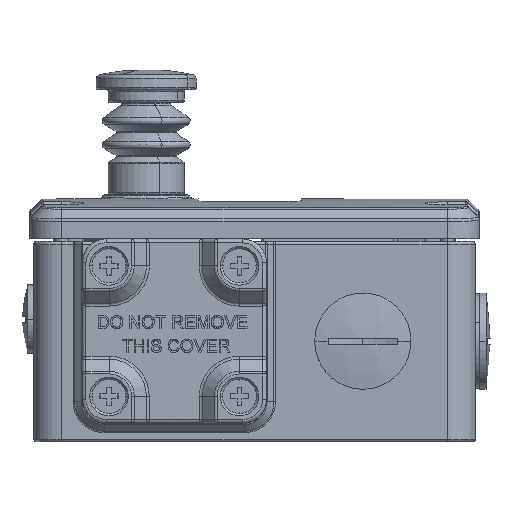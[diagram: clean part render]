
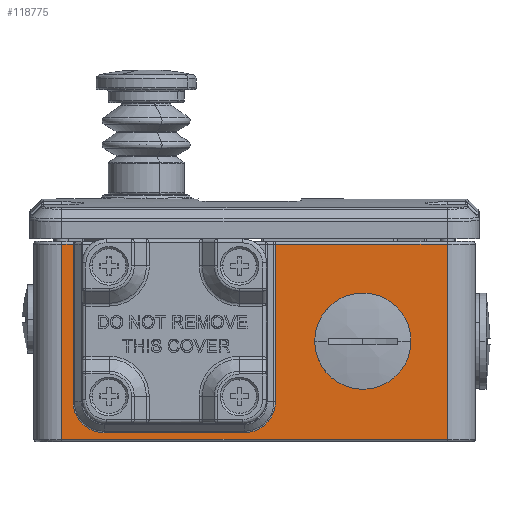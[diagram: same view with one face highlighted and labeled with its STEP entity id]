
A CAD part, left-side view. The second image highlights one B-rep face of the part: STEP entity #118775.
In plain terms, the highlighted planar face has unit normal (-1, 0, 0).
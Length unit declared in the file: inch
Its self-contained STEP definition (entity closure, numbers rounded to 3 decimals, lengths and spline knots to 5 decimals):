
#4411 = EDGE_CURVE ( 'NONE', #122202, #105059, #32681, .T. ) ;
#6575 = CARTESIAN_POINT ( 'NONE',  ( -3.93701, 0.3937, -3.94516 ) ) ;
#7386 = DIRECTION ( 'NONE',  ( 0., -1., 0. ) ) ;
#9073 = CARTESIAN_POINT ( 'NONE',  ( -3.93701, 1.94094, -3.94516 ) ) ;
#9468 = ORIENTED_EDGE ( 'NONE', *, *, #13682, .F. ) ;
#12784 = CARTESIAN_POINT ( 'NONE',  ( -3.93701, 0.3937, -1.96035 ) ) ;
#13194 = CARTESIAN_POINT ( 'NONE',  ( -3.93701, 1.94094, -4.05512 ) ) ;
#13377 = CARTESIAN_POINT ( 'NONE',  ( -3.93701, 0., -3.94516 ) ) ;
#13682 = EDGE_CURVE ( 'NONE', #121407, #101736, #57368, .T. ) ;
#15083 = ORIENTED_EDGE ( 'NONE', *, *, #51322, .F. ) ;
#15878 = DIRECTION ( 'NONE',  ( -1., 0., 0. ) ) ;
#18145 = DIRECTION ( 'NONE',  ( 0., -1., 0. ) ) ;
#23950 = EDGE_CURVE ( 'NONE', #133243, #102088, #83102, .T. ) ;
#24380 = DIRECTION ( 'NONE',  ( -1., 0., 0. ) ) ;
#25624 = LINE ( 'NONE', #45113, #50258 ) ;
#27181 = ORIENTED_EDGE ( 'NONE', *, *, #53506, .F. ) ;
#29083 = CARTESIAN_POINT ( 'NONE',  ( -3.93701, 1.94094, 0. ) ) ;
#31614 = EDGE_CURVE ( 'NONE', #66937, #122202, #88031, .T. ) ;
#32009 = DIRECTION ( 'NONE',  ( 0., 0., 1. ) ) ;
#32681 = LINE ( 'NONE', #63935, #101673 ) ;
#34768 = CARTESIAN_POINT ( 'NONE',  ( -3.93701, 0.98425, -1.14173 ) ) ;
#36856 = ORIENTED_EDGE ( 'NONE', *, *, #95693, .F. ) ;
#38287 = DIRECTION ( 'NONE',  ( -1., 0., 0. ) ) ;
#39916 = VECTOR ( 'NONE', #32009, 39.37008 ) ;
#41559 = ORIENTED_EDGE ( 'NONE', *, *, #126316, .F. ) ;
#41745 = CARTESIAN_POINT ( 'NONE',  ( -3.93701, 1.41732, -1.14173 ) ) ;
#42210 = VECTOR ( 'NONE', #123428, 39.37008 ) ;
#43283 = CIRCLE ( 'NONE', #83231, 0.30343 ) ;
#43621 = VERTEX_POINT ( 'NONE', #66030 ) ;
#44495 = DIRECTION ( 'NONE',  ( 0., 1., 0. ) ) ;
#44982 = PLANE ( 'NONE',  #52789 ) ;
#45113 = CARTESIAN_POINT ( 'NONE',  ( -3.93701, 1.94094, 0. ) ) ;
#47501 = DIRECTION ( 'NONE',  ( -1., 0., 0. ) ) ;
#47741 = DIRECTION ( 'NONE',  ( 0., 0., -1. ) ) ;
#48320 = CARTESIAN_POINT ( 'NONE',  ( -3.93701, 0., -0.27559 ) ) ;
#49553 = DIRECTION ( 'NONE',  ( 0., 1., 0. ) ) ;
#50258 = VECTOR ( 'NONE', #76347, 39.37008 ) ;
#51241 = VERTEX_POINT ( 'NONE', #13194 ) ;
#51322 = EDGE_CURVE ( 'NONE', #105059, #121407, #25624, .T. ) ;
#52789 = AXIS2_PLACEMENT_3D ( 'NONE', #76890, #128938, #109477 ) ;
#53506 = EDGE_CURVE ( 'NONE', #101736, #118280, #130346, .T. ) ;
#53619 = ORIENTED_EDGE ( 'NONE', *, *, #92763, .F. ) ;
#54217 = CARTESIAN_POINT ( 'NONE',  ( -3.93701, 0.09027, 0. ) ) ;
#54859 = CIRCLE ( 'NONE', #130215, 0.43307 ) ;
#57368 = LINE ( 'NONE', #48320, #90022 ) ;
#58155 = CARTESIAN_POINT ( 'NONE',  ( -3.93701, 0.02756, -4.33071 ) ) ;
#60049 = CARTESIAN_POINT ( 'NONE',  ( -3.93701, 0.09027, -2.26378 ) ) ;
#60231 = CARTESIAN_POINT ( 'NONE',  ( -3.93701, 1.94094, -1.96035 ) ) ;
#63935 = CARTESIAN_POINT ( 'NONE',  ( -3.93701, 0., -1.96035 ) ) ;
#65313 = LINE ( 'NONE', #54217, #39916 ) ;
#66030 = CARTESIAN_POINT ( 'NONE',  ( -3.93701, 0.09027, -3.64173 ) ) ;
#66702 = DIRECTION ( 'NONE',  ( 0., -1., 0. ) ) ;
#66937 = VERTEX_POINT ( 'NONE', #60049 ) ;
#67376 = LINE ( 'NONE', #109701, #81114 ) ;
#67644 = ORIENTED_EDGE ( 'NONE', *, *, #70309, .F. ) ;
#67925 = CARTESIAN_POINT ( 'NONE',  ( -3.93701, 0.3937, -2.26378 ) ) ;
#68044 = DIRECTION ( 'NONE',  ( 0., 1., 0. ) ) ;
#70309 = EDGE_CURVE ( 'NONE', #43621, #66937, #65313, .T. ) ;
#70854 = CARTESIAN_POINT ( 'NONE',  ( -3.93701, 1.94094, -0.27559 ) ) ;
#71591 = VERTEX_POINT ( 'NONE', #6575 ) ;
#76347 = DIRECTION ( 'NONE',  ( 0., 0., 1. ) ) ;
#76890 = CARTESIAN_POINT ( 'NONE',  ( -3.93701, 0., 0. ) ) ;
#79797 = EDGE_LOOP ( 'NONE', ( #36856, #95929 ) ) ;
#81114 = VECTOR ( 'NONE', #68044, 39.37008 ) ;
#81671 = VECTOR ( 'NONE', #47741, 39.37008 ) ;
#83102 = CIRCLE ( 'NONE', #87490, 0.43307 ) ;
#83231 = AXIS2_PLACEMENT_3D ( 'NONE', #100919, #47501, #49553 ) ;
#83914 = ORIENTED_EDGE ( 'NONE', *, *, #4411, .F. ) ;
#86683 = FACE_BOUND ( 'NONE', #79797, .T. ) ;
#87490 = AXIS2_PLACEMENT_3D ( 'NONE', #91072, #38287, #18145 ) ;
#88031 = CIRCLE ( 'NONE', #105726, 0.30343 ) ;
#89899 = CARTESIAN_POINT ( 'NONE',  ( -3.93701, 0.55118, -1.14173 ) ) ;
#90022 = VECTOR ( 'NONE', #7386, 39.37008 ) ;
#91072 = CARTESIAN_POINT ( 'NONE',  ( -3.93701, 0.98425, -1.14173 ) ) ;
#92264 = EDGE_CURVE ( 'NONE', #71591, #43621, #43283, .T. ) ;
#92763 = EDGE_CURVE ( 'NONE', #118280, #51241, #67376, .T. ) ;
#93306 = EDGE_LOOP ( 'NONE', ( #53619, #27181, #9468, #15083, #83914, #119417, #67644, #103586, #134982, #41559 ) ) ;
#94580 = VERTEX_POINT ( 'NONE', #9073 ) ;
#95693 = EDGE_CURVE ( 'NONE', #102088, #133243, #54859, .T. ) ;
#95929 = ORIENTED_EDGE ( 'NONE', *, *, #23950, .F. ) ;
#96062 = CARTESIAN_POINT ( 'NONE',  ( -3.93701, 0.02756, -0.27559 ) ) ;
#98703 = LINE ( 'NONE', #13377, #122552 ) ;
#100919 = CARTESIAN_POINT ( 'NONE',  ( -3.93701, 0.3937, -3.64173 ) ) ;
#101673 = VECTOR ( 'NONE', #44495, 39.37008 ) ;
#101736 = VERTEX_POINT ( 'NONE', #96062 ) ;
#102088 = VERTEX_POINT ( 'NONE', #41745 ) ;
#103586 = ORIENTED_EDGE ( 'NONE', *, *, #92264, .F. ) ;
#105059 = VERTEX_POINT ( 'NONE', #60231 ) ;
#105726 = AXIS2_PLACEMENT_3D ( 'NONE', #67925, #15878, #130392 ) ;
#109477 = DIRECTION ( 'NONE',  ( 0., 0., 1. ) ) ;
#109701 = CARTESIAN_POINT ( 'NONE',  ( -3.93701, 0., -4.05512 ) ) ;
#118280 = VERTEX_POINT ( 'NONE', #131149 ) ;
#118775 = ADVANCED_FACE ( 'NONE', ( #86683, #119196 ), #44982, .F. ) ;
#119196 = FACE_OUTER_BOUND ( 'NONE', #93306, .T. ) ;
#119417 = ORIENTED_EDGE ( 'NONE', *, *, #31614, .F. ) ;
#121407 = VERTEX_POINT ( 'NONE', #70854 ) ;
#122202 = VERTEX_POINT ( 'NONE', #12784 ) ;
#122552 = VECTOR ( 'NONE', #129240, 39.37008 ) ;
#123428 = DIRECTION ( 'NONE',  ( 0., 0., 1. ) ) ;
#124137 = LINE ( 'NONE', #29083, #42210 ) ;
#126316 = EDGE_CURVE ( 'NONE', #51241, #94580, #124137, .T. ) ;
#128938 = DIRECTION ( 'NONE',  ( 1., 0., 0. ) ) ;
#129240 = DIRECTION ( 'NONE',  ( 0., -1., 0. ) ) ;
#130215 = AXIS2_PLACEMENT_3D ( 'NONE', #34768, #24380, #66702 ) ;
#130346 = LINE ( 'NONE', #58155, #81671 ) ;
#130392 = DIRECTION ( 'NONE',  ( 0., 0., 1. ) ) ;
#131149 = CARTESIAN_POINT ( 'NONE',  ( -3.93701, 0.02756, -4.05512 ) ) ;
#131660 = EDGE_CURVE ( 'NONE', #94580, #71591, #98703, .T. ) ;
#133243 = VERTEX_POINT ( 'NONE', #89899 ) ;
#134982 = ORIENTED_EDGE ( 'NONE', *, *, #131660, .F. ) ;
